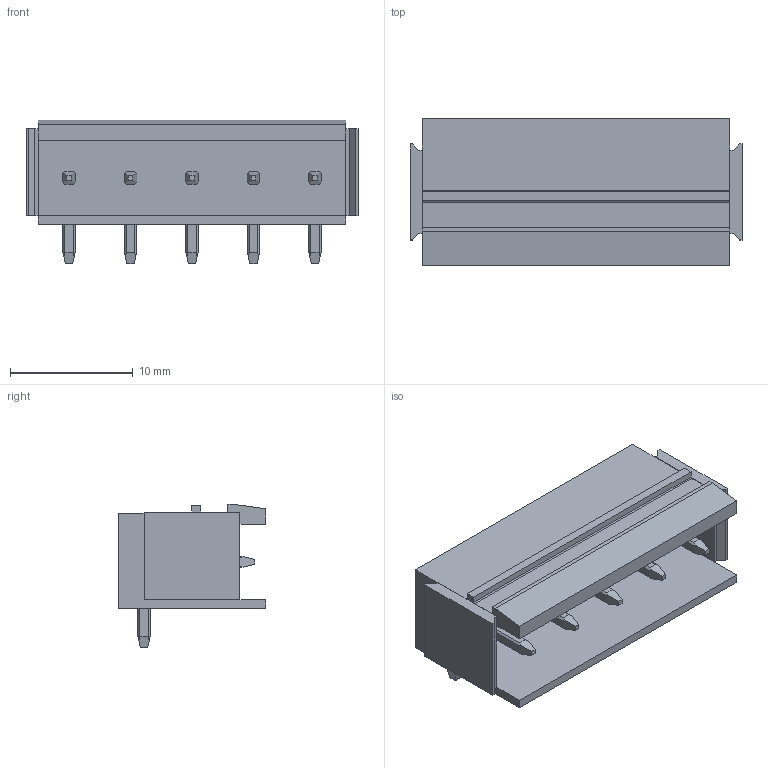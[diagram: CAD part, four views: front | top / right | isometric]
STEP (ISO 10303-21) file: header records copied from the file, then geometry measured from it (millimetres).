
FILE_DESCRIPTION(('CATIA V5 STEP Exchange','CAx-IF Rec.Pracs.--- Model Styling and Organization---1.2---2011-12-15'),'2;1');
FILE_NAME ('D1452916_0_1580890000_1580890000.stp','2018-10-13T04:46:24+00:00',('none'),('Weidmueller'),'CATIA Version 5-6 Release 2014','CATIA V5 STEP AP214','none');
FILE_SCHEMA(('AUTOMOTIVE_DESIGN { 1 0 10303 214 1 1 1 1 }'));
Length unit declared in the file: millimetre
Products named in the file (1): 1580890000
Bounding box: 27 x 12 x 11.7 mm (x, y, z)
Volume: 1222 mm3; surface area: 2151 mm2
Topology: 6 solids, 6 shells, 237 faces, 623 edges, 398 vertices
Faces by surface type: plane 155, cylinder 82
Entity records: 6570 total; most frequent: CARTESIAN_POINT 1502, ORIENTED_EDGE 1246, DIRECTION 673, EDGE_CURVE 617, VECTOR 413, LINE 413, VERTEX_POINT 390, EDGE_LOOP 247
